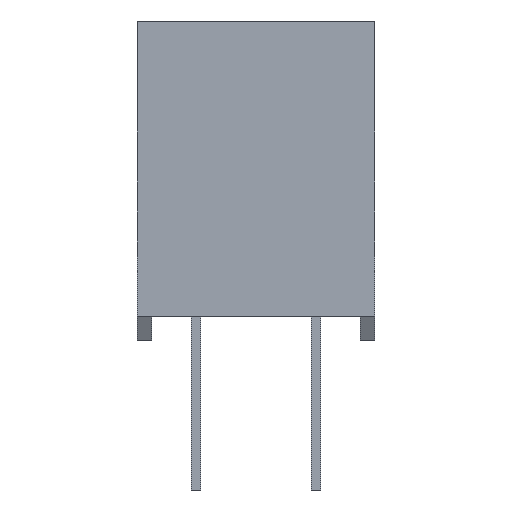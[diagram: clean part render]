
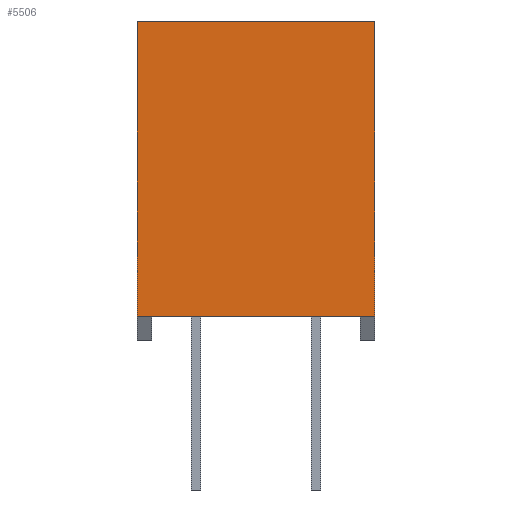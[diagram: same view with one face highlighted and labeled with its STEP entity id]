
A CAD part, left-side view. The second image highlights one B-rep face of the part: STEP entity #5506.
In plain terms, the highlighted planar face has unit normal (-1, 0, 0).
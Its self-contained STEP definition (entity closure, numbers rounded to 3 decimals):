
#166=DIRECTION('',(0.,-1.,0.));
#167=VECTOR('',#166,5.029);
#168=CARTESIAN_POINT('',(-12.7,2.515,0.));
#169=LINE('',#168,#167);
#746=DIRECTION('',(0.,0.,1.));
#747=VECTOR('',#746,6.223);
#748=CARTESIAN_POINT('',(-12.7,-2.515,0.));
#749=LINE('',#748,#747);
#918=DIRECTION('',(0.,0.,1.));
#919=VECTOR('',#918,6.223);
#920=CARTESIAN_POINT('',(-12.7,2.515,0.));
#921=LINE('',#920,#919);
#1058=DIRECTION('',(0.,-1.,0.));
#1059=VECTOR('',#1058,5.029);
#1060=CARTESIAN_POINT('',(-12.7,2.515,6.223));
#1061=LINE('',#1060,#1059);
#3474=CARTESIAN_POINT('',(-12.7,2.515,0.));
#3475=CARTESIAN_POINT('',(-12.7,-2.515,0.));
#3476=VERTEX_POINT('',#3474);
#3477=VERTEX_POINT('',#3475);
#3482=CARTESIAN_POINT('',(-12.7,2.515,6.223));
#3483=CARTESIAN_POINT('',(-12.7,-2.515,6.223));
#3484=VERTEX_POINT('',#3482);
#3485=VERTEX_POINT('',#3483);
#5493=CARTESIAN_POINT('',(-12.7,2.515,0.));
#5494=DIRECTION('',(-1.,0.,0.));
#5495=DIRECTION('',(0.,-1.,0.));
#5496=AXIS2_PLACEMENT_3D('',#5493,#5494,#5495);
#5497=PLANE('',#5496);
#5498=ORIENTED_EDGE('',*,*,#4665,.F.);
#5500=ORIENTED_EDGE('',*,*,#5499,.T.);
#5502=ORIENTED_EDGE('',*,*,#5501,.T.);
#5503=ORIENTED_EDGE('',*,*,#5035,.F.);
#5504=EDGE_LOOP('',(#5498,#5500,#5502,#5503));
#5505=FACE_OUTER_BOUND('',#5504,.F.);
#5506=ADVANCED_FACE('',(#5505),#5497,.T.);
#4665=EDGE_CURVE('',#3476,#3477,#169,.T.);
#5035=EDGE_CURVE('',#3477,#3485,#749,.T.);
#5499=EDGE_CURVE('',#3476,#3484,#921,.T.);
#5501=EDGE_CURVE('',#3484,#3485,#1061,.T.);
